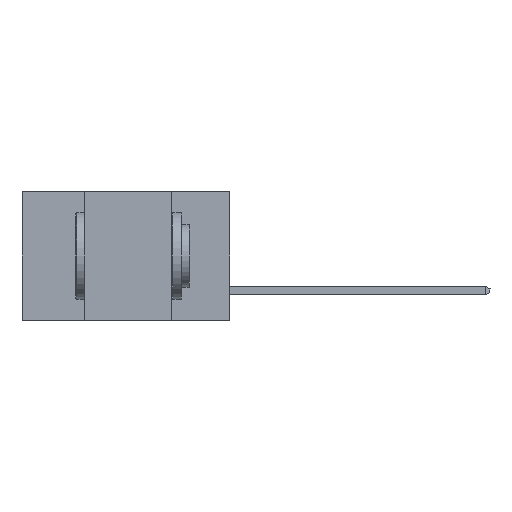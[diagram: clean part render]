
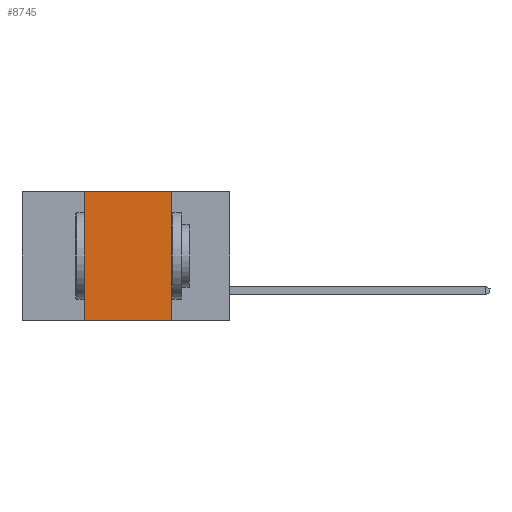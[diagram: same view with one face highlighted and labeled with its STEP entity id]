
A CAD part, left-side view. The second image highlights one B-rep face of the part: STEP entity #8745.
In plain terms, the highlighted planar face has unit normal (-1, 0, 0).
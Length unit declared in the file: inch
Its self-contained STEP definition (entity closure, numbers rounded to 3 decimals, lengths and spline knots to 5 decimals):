
#395 = VERTEX_POINT ( 'NONE', #4017 ) ;
#1392 = EDGE_CURVE ( 'NONE', #8214, #2177, #4110, .T. ) ;
#1466 = PLANE ( 'NONE',  #6569 ) ;
#1527 = LINE ( 'NONE', #12558, #3801 ) ;
#2177 = VERTEX_POINT ( 'NONE', #5703 ) ;
#2886 = VERTEX_POINT ( 'NONE', #11393 ) ;
#3129 = VECTOR ( 'NONE', #10165, 39.37008 ) ;
#3801 = VECTOR ( 'NONE', #15603, 39.37008 ) ;
#3836 = EDGE_LOOP ( 'NONE', ( #4228, #5432, #10332, #22078 ) ) ;
#4017 = CARTESIAN_POINT ( 'NONE',  ( 0., 0.17, 0. ) ) ;
#4110 = LINE ( 'NONE', #9623, #9365 ) ;
#4228 = ORIENTED_EDGE ( 'NONE', *, *, #16440, .F. ) ;
#4432 = LINE ( 'NONE', #15341, #3129 ) ;
#5432 = ORIENTED_EDGE ( 'NONE', *, *, #6125, .F. ) ;
#5703 = CARTESIAN_POINT ( 'NONE',  ( 0., 0.42, 0. ) ) ;
#6125 = EDGE_CURVE ( 'NONE', #2177, #395, #13142, .T. ) ;
#6569 = AXIS2_PLACEMENT_3D ( 'NONE', #19618, #17416, #8715 ) ;
#7494 = DIRECTION ( 'NONE',  ( 0., 0., 1. ) ) ;
#8214 = VERTEX_POINT ( 'NONE', #9493 ) ;
#8715 = DIRECTION ( 'NONE',  ( 0., 0., -1. ) ) ;
#8745 = ADVANCED_FACE ( 'NONE', ( #15776 ), #1466, .F. ) ;
#9365 = VECTOR ( 'NONE', #7494, 39.37008 ) ;
#9493 = CARTESIAN_POINT ( 'NONE',  ( 0., 0.42, -0.37 ) ) ;
#9623 = CARTESIAN_POINT ( 'NONE',  ( 0., 0.42, -0.37 ) ) ;
#10165 = DIRECTION ( 'NONE',  ( 0., 0., -1. ) ) ;
#10219 = VECTOR ( 'NONE', #13394, 39.37008 ) ;
#10332 = ORIENTED_EDGE ( 'NONE', *, *, #1392, .F. ) ;
#11393 = CARTESIAN_POINT ( 'NONE',  ( 0., 0.17, -0.37 ) ) ;
#12558 = CARTESIAN_POINT ( 'NONE',  ( 0., 0.6, -0.37 ) ) ;
#13142 = LINE ( 'NONE', #22200, #10219 ) ;
#13394 = DIRECTION ( 'NONE',  ( 0., -1., 0. ) ) ;
#14865 = EDGE_CURVE ( 'NONE', #8214, #2886, #1527, .T. ) ;
#15341 = CARTESIAN_POINT ( 'NONE',  ( 0., 0.17, -0.37 ) ) ;
#15603 = DIRECTION ( 'NONE',  ( 0., -1., 0. ) ) ;
#15776 = FACE_OUTER_BOUND ( 'NONE', #3836, .T. ) ;
#16440 = EDGE_CURVE ( 'NONE', #395, #2886, #4432, .T. ) ;
#17416 = DIRECTION ( 'NONE',  ( 1., 0., 0. ) ) ;
#19618 = CARTESIAN_POINT ( 'NONE',  ( 0., 0.6, 0. ) ) ;
#22078 = ORIENTED_EDGE ( 'NONE', *, *, #14865, .T. ) ;
#22200 = CARTESIAN_POINT ( 'NONE',  ( 0., 0.6, 0. ) ) ;
